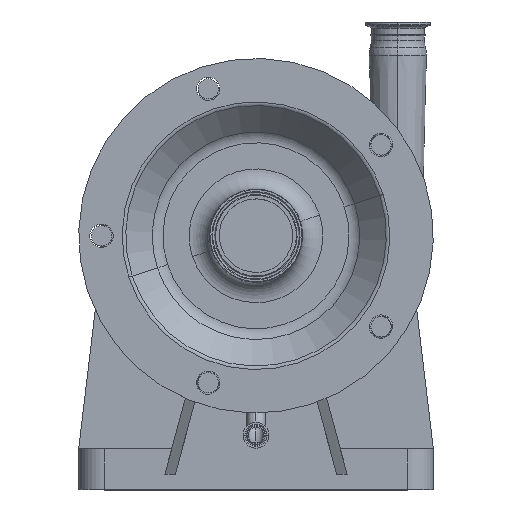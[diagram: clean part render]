
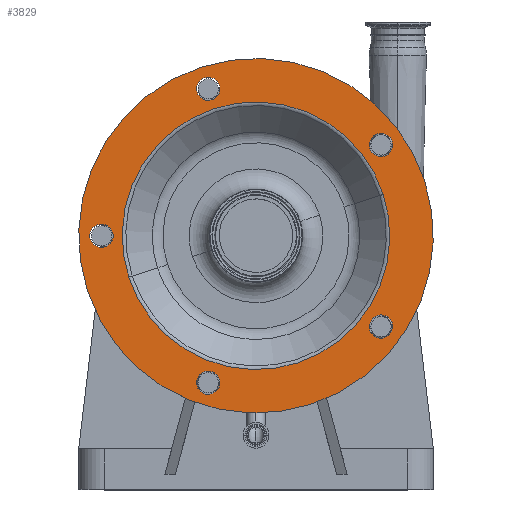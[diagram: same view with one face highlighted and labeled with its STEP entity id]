
A CAD part, top view. The second image highlights one B-rep face of the part: STEP entity #3829.
In plain terms, the highlighted planar face has unit normal (0, 0, 1).
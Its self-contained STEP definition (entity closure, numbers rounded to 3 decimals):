
#38 = DIRECTION ( 'NONE',  ( 0.951, 0.309, 0. ) ) ;
#556 = CIRCLE ( 'NONE', #8947, 11.5 ) ;
#658 = DIRECTION ( 'NONE',  ( 0.951, 0.309, 0. ) ) ;
#712 = DIRECTION ( 'NONE',  ( 0.951, 0.309, 0. ) ) ;
#738 = VERTEX_POINT ( 'NONE', #4238 ) ;
#762 = DIRECTION ( 'NONE',  ( 0.951, 0.309, 0. ) ) ;
#866 = CIRCLE ( 'NONE', #10439, 132.071 ) ;
#875 = VERTEX_POINT ( 'NONE', #2645 ) ;
#1014 = VERTEX_POINT ( 'NONE', #3833 ) ;
#1058 = DIRECTION ( 'NONE',  ( -0.951, -0.309, 0. ) ) ;
#1079 = CIRCLE ( 'NONE', #2532, 11.5 ) ;
#1153 = DIRECTION ( 'NONE',  ( -0.951, -0.309, 0. ) ) ;
#1249 = CIRCLE ( 'NONE', #13265, 11.5 ) ;
#1321 = FACE_BOUND ( 'NONE', #6016, .T. ) ;
#1465 = FACE_BOUND ( 'NONE', #10290, .T. ) ;
#1521 = CARTESIAN_POINT ( 'NONE',  ( -36.188, 148.59, 289.5 ) ) ;
#1847 = CARTESIAN_POINT ( 'NONE',  ( -141.563, 3.554, 289.5 ) ) ;
#1963 = AXIS2_PLACEMENT_3D ( 'NONE', #7842, #3335, #4546 ) ;
#2130 = DIRECTION ( 'NONE',  ( 0.951, 0.309, 0. ) ) ;
#2288 = AXIS2_PLACEMENT_3D ( 'NONE', #14143, #7556, #712 ) ;
#2496 = AXIS2_PLACEMENT_3D ( 'NONE', #6773, #13449, #2130 ) ;
#2532 = AXIS2_PLACEMENT_3D ( 'NONE', #5990, #12801, #38 ) ;
#2645 = CARTESIAN_POINT ( 'NONE',  ( -125.607, -40.812, 289.5 ) ) ;
#2656 = DIRECTION ( 'NONE',  ( 0., 0., 1. ) ) ;
#2946 = DIRECTION ( 'NONE',  ( 0., 0., 1. ) ) ;
#3113 = CARTESIAN_POINT ( 'NONE',  ( 123.375, 89.637, 289.5 ) ) ;
#3154 = VERTEX_POINT ( 'NONE', #14458 ) ;
#3335 = DIRECTION ( 'NONE',  ( 0., 0., 1. ) ) ;
#3421 = AXIS2_PLACEMENT_3D ( 'NONE', #6445, #7568, #658 ) ;
#3493 = VERTEX_POINT ( 'NONE', #5658 ) ;
#3581 = CARTESIAN_POINT ( 'NONE',  ( -54.078, 166.435, 289.5 ) ) ;
#3734 = FACE_BOUND ( 'NONE', #8354, .T. ) ;
#3829 = ADVANCED_FACE ( 'NONE', ( #11587, #1321, #3734, #5914, #1465, #9575, #12797 ), #5986, .F. ) ;
#3833 = CARTESIAN_POINT ( 'NONE',  ( -58.062, 141.482, 289.5 ) ) ;
#3924 = ORIENTED_EDGE ( 'NONE', *, *, #6151, .F. ) ;
#4031 = ORIENTED_EDGE ( 'NONE', *, *, #14608, .T. ) ;
#4160 = EDGE_CURVE ( 'NONE', #10691, #9671, #9398, .T. ) ;
#4238 = CARTESIAN_POINT ( 'NONE',  ( 134.312, 93.191, 289.5 ) ) ;
#4546 = DIRECTION ( 'NONE',  ( 0.951, 0.309, 0. ) ) ;
#4690 = EDGE_CURVE ( 'NONE', #3154, #11045, #5103, .T. ) ;
#4801 = CARTESIAN_POINT ( 'NONE',  ( -36.188, -141.482, 289.5 ) ) ;
#4807 = EDGE_LOOP ( 'NONE', ( #9510, #11698 ) ) ;
#4897 = VERTEX_POINT ( 'NONE', #13696 ) ;
#5103 = CIRCLE ( 'NONE', #3421, 11.5 ) ;
#5132 = EDGE_CURVE ( 'NONE', #875, #3493, #11090, .T. ) ;
#5164 = DIRECTION ( 'NONE',  ( 0.951, 0.309, 0. ) ) ;
#5435 = CIRCLE ( 'NONE', #14518, 175. ) ;
#5490 = EDGE_CURVE ( 'NONE', #10826, #5524, #6806, .T. ) ;
#5524 = VERTEX_POINT ( 'NONE', #13664 ) ;
#5577 = ORIENTED_EDGE ( 'NONE', *, *, #8083, .F. ) ;
#5588 = DIRECTION ( 'NONE',  ( 0., 0., -1. ) ) ;
#5658 = CARTESIAN_POINT ( 'NONE',  ( 125.607, 40.812, 289.5 ) ) ;
#5705 = CARTESIAN_POINT ( 'NONE',  ( 134.312, -86.084, 289.5 ) ) ;
#5717 = DIRECTION ( 'NONE',  ( 0., 0., -1. ) ) ;
#5914 = FACE_BOUND ( 'NONE', #9990, .T. ) ;
#5926 = ORIENTED_EDGE ( 'NONE', *, *, #8063, .F. ) ;
#5954 = DIRECTION ( 'NONE',  ( 0., 0., 1. ) ) ;
#5986 = PLANE ( 'NONE',  #9670 ) ;
#5990 = CARTESIAN_POINT ( 'NONE',  ( -152.5, 0., 289.5 ) ) ;
#6016 = EDGE_LOOP ( 'NONE', ( #5926, #13926 ) ) ;
#6032 = ORIENTED_EDGE ( 'NONE', *, *, #11523, .F. ) ;
#6091 = AXIS2_PLACEMENT_3D ( 'NONE', #10281, #12311, #1058 ) ;
#6100 = CIRCLE ( 'NONE', #13742, 11.5 ) ;
#6151 = EDGE_CURVE ( 'NONE', #11045, #3154, #9684, .T. ) ;
#6445 = CARTESIAN_POINT ( 'NONE',  ( 123.375, -89.637, 289.5 ) ) ;
#6579 = AXIS2_PLACEMENT_3D ( 'NONE', #10922, #14510, #5164 ) ;
#6773 = CARTESIAN_POINT ( 'NONE',  ( 123.375, 89.637, 289.5 ) ) ;
#6790 = DIRECTION ( 'NONE',  ( 0.951, 0.309, 0. ) ) ;
#6806 = CIRCLE ( 'NONE', #6091, 175. ) ;
#6950 = ORIENTED_EDGE ( 'NONE', *, *, #5490, .F. ) ;
#7120 = DIRECTION ( 'NONE',  ( 0., 0., -1. ) ) ;
#7439 = DIRECTION ( 'NONE',  ( -0.951, -0.309, 0. ) ) ;
#7556 = DIRECTION ( 'NONE',  ( 0., 0., 1. ) ) ;
#7568 = DIRECTION ( 'NONE',  ( 0., 0., 1. ) ) ;
#7769 = CARTESIAN_POINT ( 'NONE',  ( 0., 0., 289.5 ) ) ;
#7774 = CIRCLE ( 'NONE', #2496, 11.5 ) ;
#7842 = CARTESIAN_POINT ( 'NONE',  ( -152.5, 0., 289.5 ) ) ;
#7895 = DIRECTION ( 'NONE',  ( -0.951, -0.309, 0. ) ) ;
#8063 = EDGE_CURVE ( 'NONE', #12431, #10693, #13579, .T. ) ;
#8083 = EDGE_CURVE ( 'NONE', #5524, #10826, #5435, .T. ) ;
#8146 = DIRECTION ( 'NONE',  ( -0.951, -0.309, 0. ) ) ;
#8274 = CARTESIAN_POINT ( 'NONE',  ( -47.125, 145.036, 289.5 ) ) ;
#8354 = EDGE_LOOP ( 'NONE', ( #3924, #11509 ) ) ;
#8759 = CIRCLE ( 'NONE', #2288, 11.5 ) ;
#8947 = AXIS2_PLACEMENT_3D ( 'NONE', #12936, #2656, #11794 ) ;
#8999 = EDGE_LOOP ( 'NONE', ( #13067, #9931 ) ) ;
#9163 = CARTESIAN_POINT ( 'NONE',  ( 0., 0., 289.5 ) ) ;
#9398 = CIRCLE ( 'NONE', #1963, 11.5 ) ;
#9510 = ORIENTED_EDGE ( 'NONE', *, *, #13788, .F. ) ;
#9575 = FACE_OUTER_BOUND ( 'NONE', #13474, .T. ) ;
#9670 = AXIS2_PLACEMENT_3D ( 'NONE', #3581, #7120, #8146 ) ;
#9671 = VERTEX_POINT ( 'NONE', #1847 ) ;
#9684 = CIRCLE ( 'NONE', #6579, 11.5 ) ;
#9931 = ORIENTED_EDGE ( 'NONE', *, *, #4160, .F. ) ;
#9938 = DIRECTION ( 'NONE',  ( 0., 0., 1. ) ) ;
#9990 = EDGE_LOOP ( 'NONE', ( #6032, #14102 ) ) ;
#10281 = CARTESIAN_POINT ( 'NONE',  ( 0., 0., 289.5 ) ) ;
#10290 = EDGE_LOOP ( 'NONE', ( #11738, #4031 ) ) ;
#10439 = AXIS2_PLACEMENT_3D ( 'NONE', #14321, #13135, #7439 ) ;
#10690 = EDGE_CURVE ( 'NONE', #4897, #738, #7774, .T. ) ;
#10691 = VERTEX_POINT ( 'NONE', #14564 ) ;
#10693 = VERTEX_POINT ( 'NONE', #11333 ) ;
#10756 = EDGE_CURVE ( 'NONE', #1014, #11832, #6100, .T. ) ;
#10826 = VERTEX_POINT ( 'NONE', #14044 ) ;
#10922 = CARTESIAN_POINT ( 'NONE',  ( 123.375, -89.637, 289.5 ) ) ;
#11045 = VERTEX_POINT ( 'NONE', #5705 ) ;
#11090 = CIRCLE ( 'NONE', #14666, 132.071 ) ;
#11333 = CARTESIAN_POINT ( 'NONE',  ( -58.062, -148.59, 289.5 ) ) ;
#11509 = ORIENTED_EDGE ( 'NONE', *, *, #4690, .F. ) ;
#11523 = EDGE_CURVE ( 'NONE', #738, #4897, #1249, .T. ) ;
#11587 = FACE_BOUND ( 'NONE', #8999, .T. ) ;
#11638 = DIRECTION ( 'NONE',  ( 0.951, 0.309, 0. ) ) ;
#11698 = ORIENTED_EDGE ( 'NONE', *, *, #10756, .F. ) ;
#11738 = ORIENTED_EDGE ( 'NONE', *, *, #5132, .T. ) ;
#11739 = EDGE_CURVE ( 'NONE', #10693, #12431, #556, .T. ) ;
#11794 = DIRECTION ( 'NONE',  ( 0.951, 0.309, 0. ) ) ;
#11832 = VERTEX_POINT ( 'NONE', #1521 ) ;
#12311 = DIRECTION ( 'NONE',  ( 0., 0., -1. ) ) ;
#12431 = VERTEX_POINT ( 'NONE', #4801 ) ;
#12797 = FACE_BOUND ( 'NONE', #4807, .T. ) ;
#12801 = DIRECTION ( 'NONE',  ( 0., 0., 1. ) ) ;
#12936 = CARTESIAN_POINT ( 'NONE',  ( -47.125, -145.036, 289.5 ) ) ;
#13067 = ORIENTED_EDGE ( 'NONE', *, *, #13607, .F. ) ;
#13135 = DIRECTION ( 'NONE',  ( 0., 0., -1. ) ) ;
#13226 = CARTESIAN_POINT ( 'NONE',  ( -47.125, -145.036, 289.5 ) ) ;
#13265 = AXIS2_PLACEMENT_3D ( 'NONE', #3113, #9938, #6790 ) ;
#13449 = DIRECTION ( 'NONE',  ( 0., 0., 1. ) ) ;
#13474 = EDGE_LOOP ( 'NONE', ( #5577, #6950 ) ) ;
#13579 = CIRCLE ( 'NONE', #14048, 11.5 ) ;
#13607 = EDGE_CURVE ( 'NONE', #9671, #10691, #1079, .T. ) ;
#13664 = CARTESIAN_POINT ( 'NONE',  ( -166.435, -54.078, 289.5 ) ) ;
#13696 = CARTESIAN_POINT ( 'NONE',  ( 112.438, 86.084, 289.5 ) ) ;
#13742 = AXIS2_PLACEMENT_3D ( 'NONE', #8274, #5954, #11638 ) ;
#13788 = EDGE_CURVE ( 'NONE', #11832, #1014, #8759, .T. ) ;
#13926 = ORIENTED_EDGE ( 'NONE', *, *, #11739, .F. ) ;
#14044 = CARTESIAN_POINT ( 'NONE',  ( 166.435, 54.078, 289.5 ) ) ;
#14048 = AXIS2_PLACEMENT_3D ( 'NONE', #13226, #2946, #762 ) ;
#14102 = ORIENTED_EDGE ( 'NONE', *, *, #10690, .F. ) ;
#14143 = CARTESIAN_POINT ( 'NONE',  ( -47.125, 145.036, 289.5 ) ) ;
#14321 = CARTESIAN_POINT ( 'NONE',  ( 0., 0., 289.5 ) ) ;
#14458 = CARTESIAN_POINT ( 'NONE',  ( 112.438, -93.191, 289.5 ) ) ;
#14510 = DIRECTION ( 'NONE',  ( 0., 0., 1. ) ) ;
#14518 = AXIS2_PLACEMENT_3D ( 'NONE', #9163, #5717, #7895 ) ;
#14564 = CARTESIAN_POINT ( 'NONE',  ( -163.437, -3.554, 289.5 ) ) ;
#14608 = EDGE_CURVE ( 'NONE', #3493, #875, #866, .T. ) ;
#14666 = AXIS2_PLACEMENT_3D ( 'NONE', #7769, #5588, #1153 ) ;
